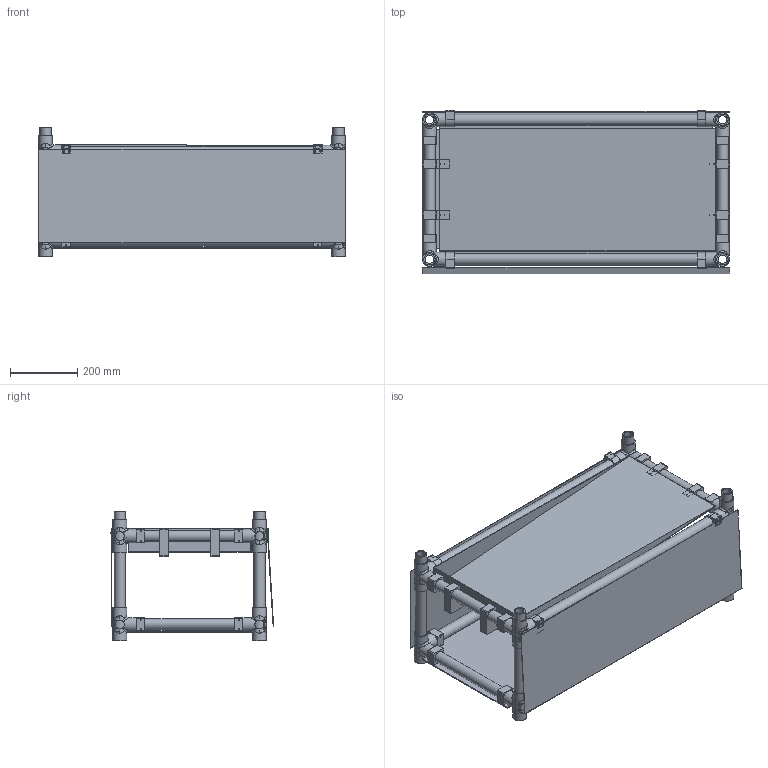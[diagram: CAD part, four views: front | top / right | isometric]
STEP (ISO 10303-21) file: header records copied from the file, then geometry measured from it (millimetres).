
FILE_DESCRIPTION(/* description */ (''),/* implementation_level */ '2;1');
FILE_NAME(/* name */ 'Version3EACCEnclsoure.step',/* time_stamp */ '2023-05-22T10:18:06-04:00',/* author */ (''),/* organization */ (''),/* preprocessor_version */ 'ST-DEVELOPER v19.2',/* originating_system */ 'Autodesk Translation Framework v12.4.0.73',/* authorisation */ '');
FILE_SCHEMA (('AUTOMOTIVE_DESIGN { 1 0 10303 214 3 1 1 }'));
Length unit declared in the file: inch
Products named in the file (28): pipe design 3; pvc 4 way elbow; pvc 4 way elbow_1; pvc 4 way elbow_2; pvc 4 way elbow_3; PVC 3 ft pipe; pvc 4 way elbow_4; pvc 4 way elbow_5; pvc 4 way elbow_6; pvc 4 way elbow_7; Component1; PVC 1.5 ft  pipe; PVC 1 ft pipe; PVC 2 in pipe; plywood 2; Pipe Mount; Hinge 1603A23_Surface-Mount Hinge with Holes; Hinge 1603A23_Surface-Mount Hinge with Holes_1; Hinge 1603A23_Surface-Mount Hinge with Holes_2; hinge mount; Hinge 1603A23_Surface-Mount Hinge with Holes_3; Component1_1; Component2; Component3; acrylic side; acrylic top pane; top mount top; top mount bottom
Assembly tree (80 placements, depth 3):
  pipe design 3
    pvc 4 way elbow
      Component1  x2
    pvc 4 way elbow_1
      Component1  x2
    PVC 1.5 ft  pipe  x4
    PVC 1 ft pipe  x4
    pvc 4 way elbow_2
      Component1  x2
    pvc 4 way elbow_3
      Component1  x2
    PVC 3 ft pipe  x4
    pvc 4 way elbow_4
      Component1  x2
    pvc 4 way elbow_5
      Component1  x2
    pvc 4 way elbow_6
      Component1  x2
    pvc 4 way elbow_7
      Component1  x2
    PVC 2 in pipe  x4
    Pipe Mount  x12
    plywood 2
    hinge mount  x4
    Hinge 1603A23_Surface-Mount Hinge with Holes
      Component1_1
      Component2
      Component3
    acrylic side  x2
    Hinge 1603A23_Surface-Mount Hinge with Holes_1
      Component1_1
      Component2
      Component3
    Hinge 1603A23_Surface-Mount Hinge with Holes_2
      Component1_1
      Component2
      Component3
    Hinge 1603A23_Surface-Mount Hinge with Holes_3
      Component1_1
      Component2
      Component3
    top mount top  x2
    top mount bottom  x2
    acrylic top pane
Bounding box: 915.51 x 486.73 x 387.35 mm (x, y, z)
Volume: 6388367.8 mm3; surface area: 4398526.7 mm2
Topology: 68 solids, 68 shells, 1131 faces, 3207 edges, 2308 vertices
Faces by surface type: plane 559, cylinder 492, bspline 64, cone 16
Full cylindrical faces by diameter (mm): 1.676 x4, 3.175 x123, 3.607 x32, 3.81 x1, 25.4 x16, 26.645 x64, 33.401 x36, 33.655 x48, 41.275 x48
Entity records: 8784 total; most frequent: CARTESIAN_POINT 2160, DIRECTION 1328, ORIENTED_EDGE 1098, EDGE_CURVE 549, AXIS2_PLACEMENT_3D 512, VERTEX_POINT 375, EDGE_LOOP 310, LINE 304
